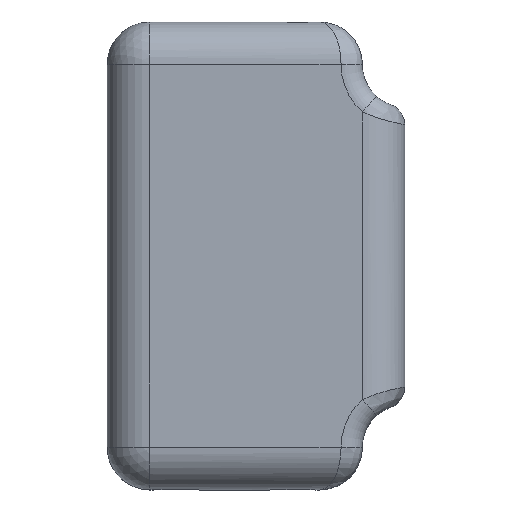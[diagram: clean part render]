
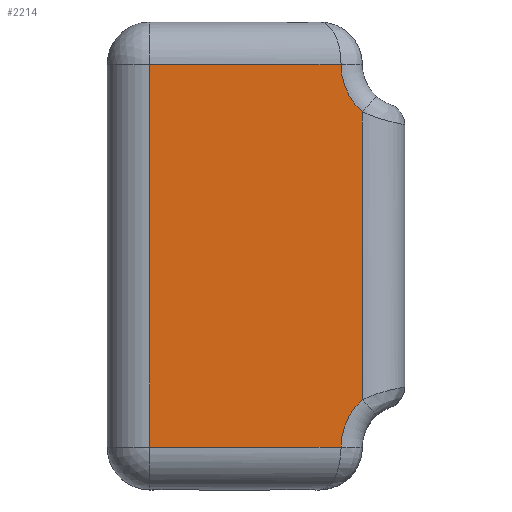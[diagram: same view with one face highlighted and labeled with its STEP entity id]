
A CAD part, top view. The second image highlights one B-rep face of the part: STEP entity #2214.
In plain terms, the highlighted planar face has unit normal (0, 0, 1).
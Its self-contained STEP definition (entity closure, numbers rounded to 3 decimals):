
#23=PLANE('',#2353);
#119=LINE('',#3340,#351);
#125=LINE('',#3370,#357);
#126=LINE('',#3374,#358);
#127=LINE('',#3375,#359);
#351=VECTOR('',#2583,10.);
#357=VECTOR('',#2609,10.);
#358=VECTOR('',#2612,10.);
#359=VECTOR('',#2613,10.);
#610=FACE_OUTER_BOUND('',#732,.T.);
#732=EDGE_LOOP('',(#1552,#1553,#1554,#1555,#1556,#1557));
#927=CIRCLE('',#2341,7.5);
#930=CIRCLE('',#2354,7.5);
#960=VERTEX_POINT('',#3276);
#964=VERTEX_POINT('',#3314);
#968=VERTEX_POINT('',#3339);
#982=VERTEX_POINT('',#3369);
#983=VERTEX_POINT('',#3371);
#984=VERTEX_POINT('',#3373);
#1189=EDGE_CURVE('',#964,#960,#927,.T.);
#1191=EDGE_CURVE('',#960,#968,#119,.T.);
#1206=EDGE_CURVE('',#982,#964,#125,.T.);
#1207=EDGE_CURVE('',#983,#982,#930,.T.);
#1208=EDGE_CURVE('',#984,#983,#126,.T.);
#1209=EDGE_CURVE('',#968,#984,#127,.T.);
#1552=ORIENTED_EDGE('',*,*,#1189,.F.);
#1553=ORIENTED_EDGE('',*,*,#1206,.F.);
#1554=ORIENTED_EDGE('',*,*,#1207,.F.);
#1555=ORIENTED_EDGE('',*,*,#1208,.F.);
#1556=ORIENTED_EDGE('',*,*,#1209,.F.);
#1557=ORIENTED_EDGE('',*,*,#1191,.F.);
#2214=ADVANCED_FACE('',(#610),#23,.T.);
#2341=AXIS2_PLACEMENT_3D('',#3336,#2577,#2578);
#2353=AXIS2_PLACEMENT_3D('',#3368,#2607,#2608);
#2354=AXIS2_PLACEMENT_3D('',#3372,#2610,#2611);
#2577=DIRECTION('center_axis',(0.,0.,1.));
#2578=DIRECTION('ref_axis',(-1.,0.,0.));
#2583=DIRECTION('',(-1.,0.,0.));
#2607=DIRECTION('center_axis',(0.,0.,1.));
#2608=DIRECTION('ref_axis',(0.,-1.,0.));
#2609=DIRECTION('',(0.,-1.,0.));
#2610=DIRECTION('center_axis',(0.,0.,1.));
#2611=DIRECTION('ref_axis',(-1.,0.,0.));
#2612=DIRECTION('',(1.,0.,0.));
#2613=DIRECTION('',(0.,1.,0.));
#3276=CARTESIAN_POINT('',(-2.5,-48.819,56.039));
#3314=CARTESIAN_POINT('',(0.,-43.229,56.039));
#3336=CARTESIAN_POINT('Origin',(5.,-48.819,56.039));
#3339=CARTESIAN_POINT('',(-25.,-48.819,56.039));
#3340=CARTESIAN_POINT('',(0.,-48.819,56.039));
#3368=CARTESIAN_POINT('Origin',(0.,-8.819,56.039));
#3369=CARTESIAN_POINT('',(0.,-9.409,56.039));
#3370=CARTESIAN_POINT('',(0.,-17.569,56.039));
#3371=CARTESIAN_POINT('',(-2.5,-3.819,56.039));
#3372=CARTESIAN_POINT('Origin',(5.,-3.819,56.039));
#3373=CARTESIAN_POINT('',(-25.,-3.819,56.039));
#3374=CARTESIAN_POINT('',(0.,-3.819,56.039));
#3375=CARTESIAN_POINT('',(-25.,-17.569,56.039));
